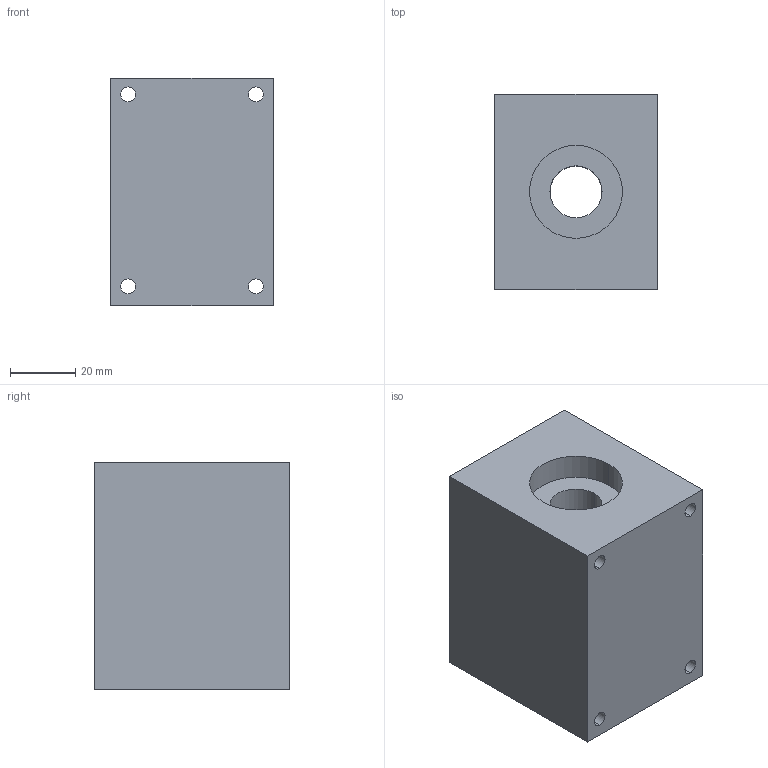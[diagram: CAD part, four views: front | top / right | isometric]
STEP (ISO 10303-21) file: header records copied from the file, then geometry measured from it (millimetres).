
FILE_DESCRIPTION (( 'STEP AP203' ), '1' );
FILE_NAME ('back axle encasing x2_Default_sldprt.STEP', '2017-04-19T20:13:18', ( '' ), ( '' ), 'SwSTEP 2.0', 'SolidWorks 2016', '' );
FILE_SCHEMA (( 'CONFIG_CONTROL_DESIGN' ));
Length unit declared in the file: millimetre
Products named in the file (1): back axle encasing x2_Default_sldprt
Bounding box: 50 x 60 x 70 mm (x, y, z)
Volume: 184558.6 mm3; surface area: 28637.1 mm2
Topology: 1 solids, 1 shells, 50 faces, 126 edges, 84 vertices
Faces by surface type: plane 36, cylinder 14
Entity records: 1595 total; most frequent: CARTESIAN_POINT 261, DIRECTION 256, ORIENTED_EDGE 252, EDGE_CURVE 126, LINE 98, VECTOR 98, VERTEX_POINT 84, AXIS2_PLACEMENT_3D 79
